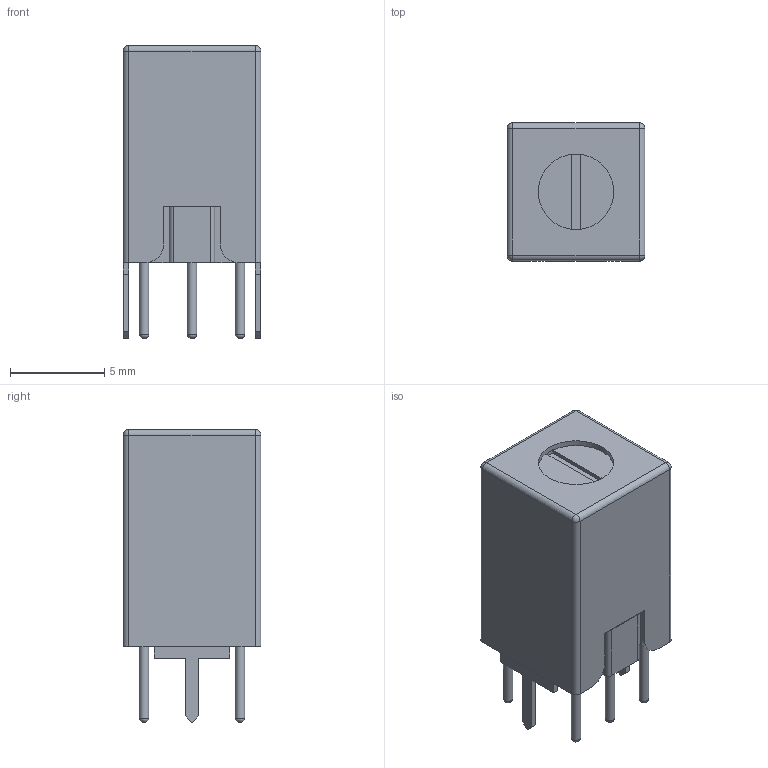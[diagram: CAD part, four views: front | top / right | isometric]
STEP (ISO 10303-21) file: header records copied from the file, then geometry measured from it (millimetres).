
FILE_DESCRIPTION(('FreeCAD Model'),'2;1');
FILE_NAME('71-6.stp', '2015-04-19T11:27:19',('FreeCAD'),('FreeCAD'), 'Open CASCADE STEP processor 6.7','FreeCAD','Unknown');
FILE_SCHEMA(('AUTOMOTIVE_DESIGN_CC2 { 1 2 10303 214 -1 1 5 4 }'));
Length unit declared in the file: millimetre
Products named in the file (4): Fusion001; Pocket003; Fusion002; Fillet002
Bounding box: 7.3 x 7.3 x 15.5 mm (x, y, z)
Volume: 274.4 mm3; surface area: 1190.3 mm2
Topology: 9 solids, 9 shells, 146 faces, 340 edges, 214 vertices
Faces by surface type: plane 102, cylinder 34, revolution 6, sphere 4
Full cylindrical faces by diameter (mm): 0.5 x6, 1 x1, 3 x2, 4 x2, 4.4 x1
Entity records: 8884 total; most frequent: CARTESIAN_POINT 1799, DIRECTION 1319, LINE 838, VECTOR 838, ORIENTED_EDGE 680, PCURVE 680, DEFINITIONAL_REPRESENTATION 680, EDGE_CURVE 340
